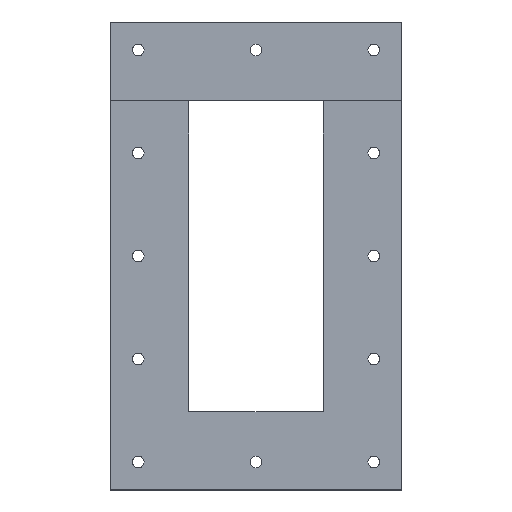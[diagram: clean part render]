
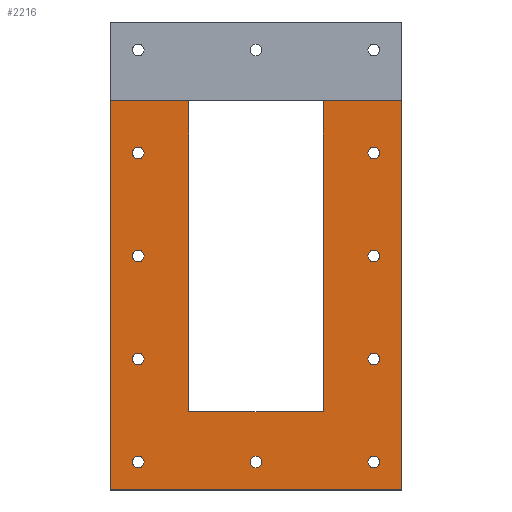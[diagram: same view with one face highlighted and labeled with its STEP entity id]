
A CAD part, top view. The second image highlights one B-rep face of the part: STEP entity #2216.
In plain terms, the highlighted planar face has unit normal (0, 0, 1).
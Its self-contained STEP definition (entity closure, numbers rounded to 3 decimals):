
#189=FACE_BOUND('',#530,.T.);
#190=FACE_BOUND('',#531,.T.);
#191=FACE_BOUND('',#532,.T.);
#192=FACE_BOUND('',#533,.T.);
#193=FACE_BOUND('',#534,.T.);
#194=FACE_BOUND('',#535,.T.);
#195=FACE_BOUND('',#536,.T.);
#196=FACE_BOUND('',#537,.T.);
#197=FACE_BOUND('',#538,.T.);
#281=CIRCLE('',#2541,5.25);
#282=CIRCLE('',#2542,5.25);
#283=CIRCLE('',#2543,5.25);
#284=CIRCLE('',#2544,5.25);
#285=CIRCLE('',#2545,5.25);
#286=CIRCLE('',#2546,5.25);
#287=CIRCLE('',#2547,5.25);
#288=CIRCLE('',#2548,5.25);
#289=CIRCLE('',#2549,5.25);
#390=FACE_OUTER_BOUND('',#529,.T.);
#529=EDGE_LOOP('',(#1669,#1670,#1671,#1672,#1673,#1674,#1675,#1676));
#530=EDGE_LOOP('',(#1677));
#531=EDGE_LOOP('',(#1678));
#532=EDGE_LOOP('',(#1679));
#533=EDGE_LOOP('',(#1680));
#534=EDGE_LOOP('',(#1681));
#535=EDGE_LOOP('',(#1682));
#536=EDGE_LOOP('',(#1683));
#537=EDGE_LOOP('',(#1684));
#538=EDGE_LOOP('',(#1685));
#729=LINE('',#3549,#903);
#734=LINE('',#3559,#908);
#737=LINE('',#3566,#911);
#748=LINE('',#3588,#922);
#749=LINE('',#3590,#923);
#750=LINE('',#3592,#924);
#751=LINE('',#3593,#925);
#752=LINE('',#3594,#926);
#903=VECTOR('',#2880,10.);
#908=VECTOR('',#2887,10.);
#911=VECTOR('',#2892,10.);
#922=VECTOR('',#2911,10.);
#923=VECTOR('',#2912,10.);
#924=VECTOR('',#2913,10.);
#925=VECTOR('',#2914,10.);
#926=VECTOR('',#2915,10.);
#1085=VERTEX_POINT('',#3547);
#1086=VERTEX_POINT('',#3548);
#1089=VERTEX_POINT('',#3556);
#1090=VERTEX_POINT('',#3558);
#1092=VERTEX_POINT('',#3564);
#1093=VERTEX_POINT('',#3565);
#1101=VERTEX_POINT('',#3589);
#1102=VERTEX_POINT('',#3591);
#1103=VERTEX_POINT('',#3595);
#1104=VERTEX_POINT('',#3597);
#1105=VERTEX_POINT('',#3599);
#1106=VERTEX_POINT('',#3601);
#1107=VERTEX_POINT('',#3603);
#1108=VERTEX_POINT('',#3605);
#1109=VERTEX_POINT('',#3607);
#1110=VERTEX_POINT('',#3609);
#1111=VERTEX_POINT('',#3611);
#1299=EDGE_CURVE('',#1085,#1086,#729,.T.);
#1304=EDGE_CURVE('',#1090,#1089,#734,.T.);
#1307=EDGE_CURVE('',#1092,#1093,#737,.T.);
#1320=EDGE_CURVE('',#1089,#1092,#748,.T.);
#1321=EDGE_CURVE('',#1093,#1101,#749,.T.);
#1322=EDGE_CURVE('',#1101,#1102,#750,.T.);
#1323=EDGE_CURVE('',#1102,#1085,#751,.T.);
#1324=EDGE_CURVE('',#1086,#1090,#752,.T.);
#1325=EDGE_CURVE('',#1103,#1103,#281,.T.);
#1326=EDGE_CURVE('',#1104,#1104,#282,.T.);
#1327=EDGE_CURVE('',#1105,#1105,#283,.T.);
#1328=EDGE_CURVE('',#1106,#1106,#284,.T.);
#1329=EDGE_CURVE('',#1107,#1107,#285,.T.);
#1330=EDGE_CURVE('',#1108,#1108,#286,.T.);
#1331=EDGE_CURVE('',#1109,#1109,#287,.T.);
#1332=EDGE_CURVE('',#1110,#1110,#288,.T.);
#1333=EDGE_CURVE('',#1111,#1111,#289,.T.);
#1669=ORIENTED_EDGE('',*,*,#1304,.T.);
#1670=ORIENTED_EDGE('',*,*,#1320,.T.);
#1671=ORIENTED_EDGE('',*,*,#1307,.T.);
#1672=ORIENTED_EDGE('',*,*,#1321,.T.);
#1673=ORIENTED_EDGE('',*,*,#1322,.T.);
#1674=ORIENTED_EDGE('',*,*,#1323,.T.);
#1675=ORIENTED_EDGE('',*,*,#1299,.T.);
#1676=ORIENTED_EDGE('',*,*,#1324,.T.);
#1677=ORIENTED_EDGE('',*,*,#1325,.T.);
#1678=ORIENTED_EDGE('',*,*,#1326,.T.);
#1679=ORIENTED_EDGE('',*,*,#1327,.T.);
#1680=ORIENTED_EDGE('',*,*,#1328,.T.);
#1681=ORIENTED_EDGE('',*,*,#1329,.T.);
#1682=ORIENTED_EDGE('',*,*,#1330,.T.);
#1683=ORIENTED_EDGE('',*,*,#1331,.T.);
#1684=ORIENTED_EDGE('',*,*,#1332,.T.);
#1685=ORIENTED_EDGE('',*,*,#1333,.T.);
#2140=PLANE('',#2540);
#2216=ADVANCED_FACE('',(#390,#189,#190,#191,#192,#193,#194,#195,#196,#197),
#2140,.T.);
#2540=AXIS2_PLACEMENT_3D('',#3587,#2909,#2910);
#2541=AXIS2_PLACEMENT_3D('',#3596,#2916,#2917);
#2542=AXIS2_PLACEMENT_3D('',#3598,#2918,#2919);
#2543=AXIS2_PLACEMENT_3D('',#3600,#2920,#2921);
#2544=AXIS2_PLACEMENT_3D('',#3602,#2922,#2923);
#2545=AXIS2_PLACEMENT_3D('',#3604,#2924,#2925);
#2546=AXIS2_PLACEMENT_3D('',#3606,#2926,#2927);
#2547=AXIS2_PLACEMENT_3D('',#3608,#2928,#2929);
#2548=AXIS2_PLACEMENT_3D('',#3610,#2930,#2931);
#2549=AXIS2_PLACEMENT_3D('',#3612,#2932,#2933);
#2880=DIRECTION('',(0.,1.,0.));
#2887=DIRECTION('',(0.,-1.,0.));
#2892=DIRECTION('',(0.,1.,0.));
#2909=DIRECTION('center_axis',(0.,0.,1.));
#2910=DIRECTION('ref_axis',(1.,0.,0.));
#2911=DIRECTION('',(1.,0.,0.));
#2912=DIRECTION('',(-1.,0.,0.));
#2913=DIRECTION('',(0.,-1.,0.));
#2914=DIRECTION('',(-1.,0.,0.));
#2915=DIRECTION('',(-1.,0.,0.));
#2916=DIRECTION('center_axis',(0.,0.,-1.));
#2917=DIRECTION('ref_axis',(1.,0.,0.));
#2918=DIRECTION('center_axis',(0.,0.,-1.));
#2919=DIRECTION('ref_axis',(1.,0.,0.));
#2920=DIRECTION('center_axis',(0.,0.,-1.));
#2921=DIRECTION('ref_axis',(1.,0.,0.));
#2922=DIRECTION('center_axis',(0.,0.,-1.));
#2923=DIRECTION('ref_axis',(1.,0.,0.));
#2924=DIRECTION('center_axis',(0.,0.,-1.));
#2925=DIRECTION('ref_axis',(1.,0.,0.));
#2926=DIRECTION('center_axis',(0.,0.,-1.));
#2927=DIRECTION('ref_axis',(1.,0.,0.));
#2928=DIRECTION('center_axis',(0.,0.,-1.));
#2929=DIRECTION('ref_axis',(1.,0.,0.));
#2930=DIRECTION('center_axis',(0.,0.,-1.));
#2931=DIRECTION('ref_axis',(1.,0.,0.));
#2932=DIRECTION('center_axis',(0.,0.,-1.));
#2933=DIRECTION('ref_axis',(1.,0.,0.));
#3547=CARTESIAN_POINT('',(-60.25,-139.,0.));
#3548=CARTESIAN_POINT('',(-60.25,138.5,0.));
#3549=CARTESIAN_POINT('',(-60.25,-69.5,0.));
#3556=CARTESIAN_POINT('',(-130.25,-209.,0.));
#3558=CARTESIAN_POINT('',(-130.25,138.5,0.));
#3559=CARTESIAN_POINT('',(-130.25,209.,0.));
#3564=CARTESIAN_POINT('',(130.25,-209.,0.));
#3565=CARTESIAN_POINT('',(130.25,138.5,0.));
#3566=CARTESIAN_POINT('',(130.25,-209.,0.));
#3587=CARTESIAN_POINT('Origin',(0.,0.,0.));
#3588=CARTESIAN_POINT('',(-130.25,-209.,0.));
#3589=CARTESIAN_POINT('',(60.25,138.5,0.));
#3590=CARTESIAN_POINT('',(65.125,138.5,0.));
#3591=CARTESIAN_POINT('',(60.25,-139.,0.));
#3592=CARTESIAN_POINT('',(60.25,69.5,0.));
#3593=CARTESIAN_POINT('',(30.125,-139.,0.));
#3594=CARTESIAN_POINT('',(65.125,138.5,0.));
#3595=CARTESIAN_POINT('',(-110.5,-184.,0.));
#3596=CARTESIAN_POINT('Origin',(-105.25,-184.,0.));
#3597=CARTESIAN_POINT('',(-110.5,-92.,0.));
#3598=CARTESIAN_POINT('Origin',(-105.25,-92.,0.));
#3599=CARTESIAN_POINT('',(-110.5,0.,0.));
#3600=CARTESIAN_POINT('Origin',(-105.25,0.,0.));
#3601=CARTESIAN_POINT('',(-110.5,92.,0.));
#3602=CARTESIAN_POINT('Origin',(-105.25,92.,0.));
#3603=CARTESIAN_POINT('',(-5.25,-184.,0.));
#3604=CARTESIAN_POINT('Origin',(0.,-184.,0.));
#3605=CARTESIAN_POINT('',(100.,-184.,0.));
#3606=CARTESIAN_POINT('Origin',(105.25,-184.,0.));
#3607=CARTESIAN_POINT('',(100.,92.,0.));
#3608=CARTESIAN_POINT('Origin',(105.25,92.,0.));
#3609=CARTESIAN_POINT('',(100.,0.,0.));
#3610=CARTESIAN_POINT('Origin',(105.25,0.,0.));
#3611=CARTESIAN_POINT('',(100.,-92.,0.));
#3612=CARTESIAN_POINT('Origin',(105.25,-92.,0.));
